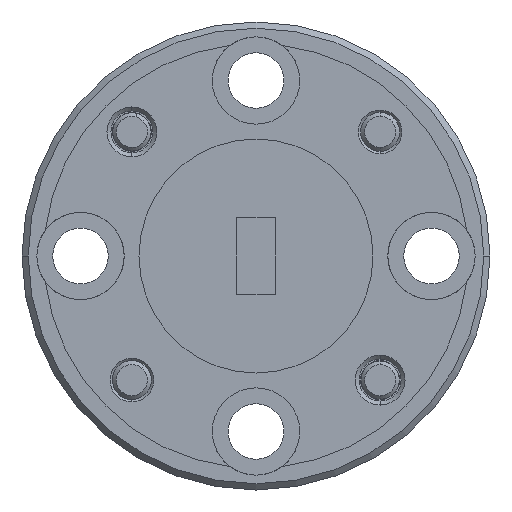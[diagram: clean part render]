
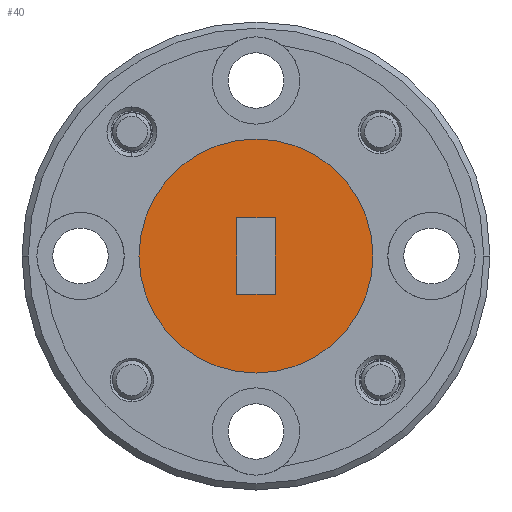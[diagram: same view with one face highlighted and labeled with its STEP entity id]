
A CAD part, left-side view. The second image highlights one B-rep face of the part: STEP entity #40.
In plain terms, the highlighted planar face has unit normal (-1, 0, 0).
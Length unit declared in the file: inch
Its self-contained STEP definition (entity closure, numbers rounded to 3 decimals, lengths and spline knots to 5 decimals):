
#9 = DIRECTION ( 'NONE',  ( 0., 0., 1. ) ) ;
#30 = VERTEX_POINT ( 'NONE', #2751 ) ;
#40 = ADVANCED_FACE ( 'NONE', ( #258, #1323 ), #3889, .T. ) ;
#138 = VERTEX_POINT ( 'NONE', #379 ) ;
#258 = FACE_BOUND ( 'NONE', #4595, .T. ) ;
#286 = DIRECTION ( 'NONE',  ( 0., 0., -1. ) ) ;
#379 = CARTESIAN_POINT ( 'NONE',  ( -0.65805, 1.90252, 2.88461 ) ) ;
#707 = CARTESIAN_POINT ( 'NONE',  ( -0.65805, 2.12052, 2.82361 ) ) ;
#800 = LINE ( 'NONE', #2206, #2661 ) ;
#823 = AXIS2_PLACEMENT_3D ( 'NONE', #3275, #4101, #1199 ) ;
#912 = CARTESIAN_POINT ( 'NONE',  ( -0.65805, 2.09002, 2.88461 ) ) ;
#986 = CARTESIAN_POINT ( 'NONE',  ( -0.65805, 2.05952, 2.94561 ) ) ;
#1035 = LINE ( 'NONE', #2492, #2669 ) ;
#1199 = DIRECTION ( 'NONE',  ( 0., 1., 0. ) ) ;
#1323 = FACE_OUTER_BOUND ( 'NONE', #2146, .T. ) ;
#1369 = DIRECTION ( 'NONE',  ( 0., -1., 0. ) ) ;
#1391 = CARTESIAN_POINT ( 'NONE',  ( -0.65805, 2.12052, 2.82361 ) ) ;
#1491 = ORIENTED_EDGE ( 'NONE', *, *, #4669, .T. ) ;
#1683 = EDGE_CURVE ( 'NONE', #3853, #2723, #3977, .T. ) ;
#1728 = AXIS2_PLACEMENT_3D ( 'NONE', #3733, #3374, #3030 ) ;
#1781 = VERTEX_POINT ( 'NONE', #2602 ) ;
#1809 = EDGE_CURVE ( 'NONE', #138, #30, #2565, .T. ) ;
#1868 = ORIENTED_EDGE ( 'NONE', *, *, #3832, .T. ) ;
#1981 = ORIENTED_EDGE ( 'NONE', *, *, #1809, .F. ) ;
#2035 = LINE ( 'NONE', #986, #3670 ) ;
#2146 = EDGE_LOOP ( 'NONE', ( #2708, #1981 ) ) ;
#2206 = CARTESIAN_POINT ( 'NONE',  ( -0.65805, 2.05952, 2.82361 ) ) ;
#2341 = DIRECTION ( 'NONE',  ( -1., 0., 0. ) ) ;
#2492 = CARTESIAN_POINT ( 'NONE',  ( -0.65805, 2.05952, 2.82361 ) ) ;
#2565 = CIRCLE ( 'NONE', #1728, 0.1875 ) ;
#2589 = EDGE_CURVE ( 'NONE', #30, #138, #2887, .T. ) ;
#2602 = CARTESIAN_POINT ( 'NONE',  ( -0.65805, 2.05952, 2.94561 ) ) ;
#2661 = VECTOR ( 'NONE', #3989, 39.37008 ) ;
#2669 = VECTOR ( 'NONE', #286, 39.37008 ) ;
#2708 = ORIENTED_EDGE ( 'NONE', *, *, #2589, .F. ) ;
#2723 = VERTEX_POINT ( 'NONE', #3297 ) ;
#2751 = CARTESIAN_POINT ( 'NONE',  ( -0.65805, 2.27752, 2.88461 ) ) ;
#2887 = CIRCLE ( 'NONE', #823, 0.1875 ) ;
#3030 = DIRECTION ( 'NONE',  ( 0., 1., 0. ) ) ;
#3226 = ORIENTED_EDGE ( 'NONE', *, *, #4118, .T. ) ;
#3275 = CARTESIAN_POINT ( 'NONE',  ( -0.65805, 2.09002, 2.88461 ) ) ;
#3297 = CARTESIAN_POINT ( 'NONE',  ( -0.65805, 2.12052, 2.94561 ) ) ;
#3374 = DIRECTION ( 'NONE',  ( 1., 0., 0. ) ) ;
#3407 = ORIENTED_EDGE ( 'NONE', *, *, #1683, .T. ) ;
#3541 = VERTEX_POINT ( 'NONE', #4189 ) ;
#3611 = AXIS2_PLACEMENT_3D ( 'NONE', #912, #2341, #4141 ) ;
#3670 = VECTOR ( 'NONE', #1369, 39.37008 ) ;
#3733 = CARTESIAN_POINT ( 'NONE',  ( -0.65805, 2.09002, 2.88461 ) ) ;
#3832 = EDGE_CURVE ( 'NONE', #3541, #3853, #800, .T. ) ;
#3853 = VERTEX_POINT ( 'NONE', #707 ) ;
#3889 = PLANE ( 'NONE',  #3611 ) ;
#3977 = LINE ( 'NONE', #1391, #4150 ) ;
#3989 = DIRECTION ( 'NONE',  ( 0., 1., 0. ) ) ;
#4101 = DIRECTION ( 'NONE',  ( 1., 0., 0. ) ) ;
#4118 = EDGE_CURVE ( 'NONE', #1781, #3541, #1035, .T. ) ;
#4141 = DIRECTION ( 'NONE',  ( 0., 1., 0. ) ) ;
#4150 = VECTOR ( 'NONE', #9, 39.37008 ) ;
#4189 = CARTESIAN_POINT ( 'NONE',  ( -0.65805, 2.05952, 2.82361 ) ) ;
#4595 = EDGE_LOOP ( 'NONE', ( #1491, #3226, #1868, #3407 ) ) ;
#4669 = EDGE_CURVE ( 'NONE', #2723, #1781, #2035, .T. ) ;
